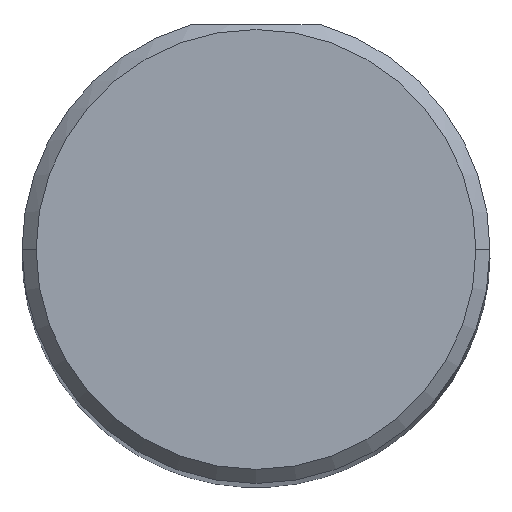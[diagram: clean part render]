
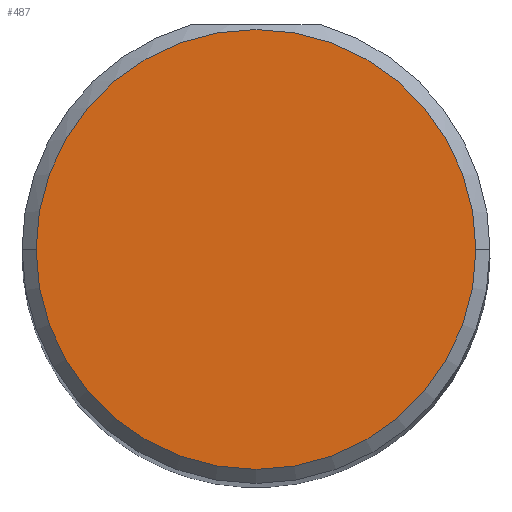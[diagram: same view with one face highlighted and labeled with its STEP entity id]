
A CAD part, top view. The second image highlights one B-rep face of the part: STEP entity #487.
In plain terms, the highlighted planar face has unit normal (0, 0, 1).
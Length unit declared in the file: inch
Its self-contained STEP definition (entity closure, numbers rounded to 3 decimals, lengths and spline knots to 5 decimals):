
#1 = DIRECTION ( 'NONE',  ( 1., 0., 0. ) ) ;
#40 = CARTESIAN_POINT ( 'NONE',  ( 0., 0., 6. ) ) ;
#76 = DIRECTION ( 'NONE',  ( 1., 0., 0. ) ) ;
#83 = CARTESIAN_POINT ( 'NONE',  ( 0., 0., 6. ) ) ;
#136 = EDGE_LOOP ( 'NONE', ( #214, #348 ) ) ;
#159 = AXIS2_PLACEMENT_3D ( 'NONE', #373, #463, #76 ) ;
#205 = DIRECTION ( 'NONE',  ( 1., 0., 0. ) ) ;
#213 = DIRECTION ( 'NONE',  ( 0., 0., 1. ) ) ;
#214 = ORIENTED_EDGE ( 'NONE', *, *, #333, .T. ) ;
#255 = CIRCLE ( 'NONE', #159, 0.235 ) ;
#288 = CIRCLE ( 'NONE', #410, 0.235 ) ;
#308 = VERTEX_POINT ( 'NONE', #426 ) ;
#333 = EDGE_CURVE ( 'NONE', #308, #401, #255, .T. ) ;
#343 = AXIS2_PLACEMENT_3D ( 'NONE', #40, #213, #1 ) ;
#348 = ORIENTED_EDGE ( 'NONE', *, *, #475, .T. ) ;
#356 = FACE_OUTER_BOUND ( 'NONE', #136, .T. ) ;
#373 = CARTESIAN_POINT ( 'NONE',  ( 0., 0., 6. ) ) ;
#381 = PLANE ( 'NONE',  #343 ) ;
#386 = DIRECTION ( 'NONE',  ( 0., 0., 1. ) ) ;
#401 = VERTEX_POINT ( 'NONE', #417 ) ;
#410 = AXIS2_PLACEMENT_3D ( 'NONE', #83, #386, #205 ) ;
#417 = CARTESIAN_POINT ( 'NONE',  ( 0.235, 0., 6. ) ) ;
#426 = CARTESIAN_POINT ( 'NONE',  ( -0.235, 0., 6. ) ) ;
#463 = DIRECTION ( 'NONE',  ( 0., 0., 1. ) ) ;
#475 = EDGE_CURVE ( 'NONE', #401, #308, #288, .T. ) ;
#487 = ADVANCED_FACE ( 'NONE', ( #356 ), #381, .T. ) ;
